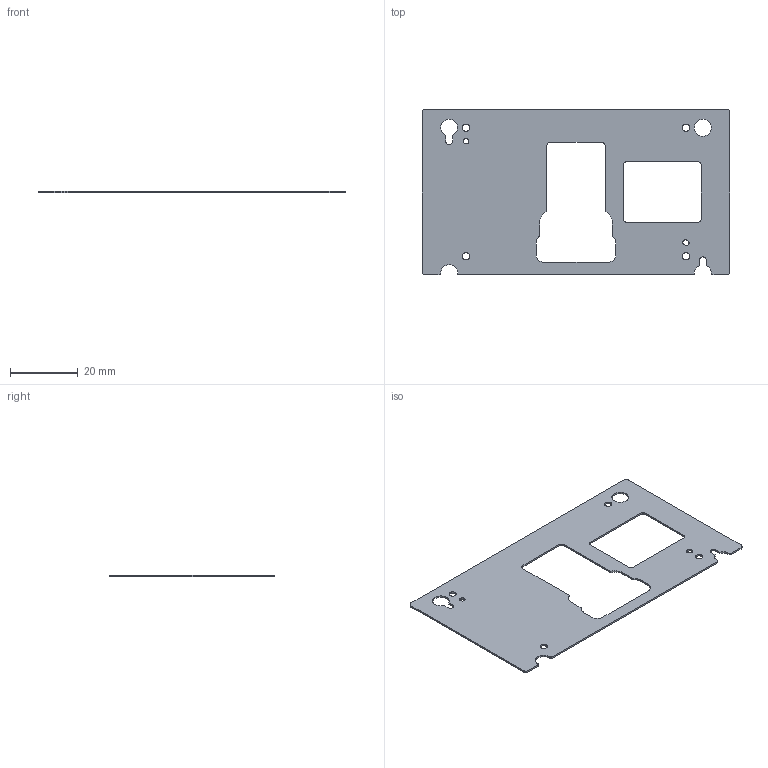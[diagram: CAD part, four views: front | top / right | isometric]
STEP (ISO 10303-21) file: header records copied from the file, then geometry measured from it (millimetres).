
FILE_DESCRIPTION((''),'2;1');
FILE_NAME('ANREBANJIN_A','2025-05-28T11:24:47',('lishuaijun5'),(''),'CREO PARAMETRIC BY PTC INC, 2020044','CREO PARAMETRIC BY PTC INC, 2020044','');
FILE_SCHEMA(('AUTOMOTIVE_DESIGN { 1 0 10303 214 1 1 1 1 }'));
Length unit declared in the file: millimetre
Products named in the file (1): ANREBANJIN_A
Bounding box: 91 x 49 x 0.5 mm (x, y, z)
Volume: 1632.5 mm3; surface area: 6807.6 mm2
Topology: 1 solids, 1 shells, 68 faces, 198 edges, 132 vertices
Faces by surface type: cylinder 42, plane 26
Entity records: 2999 total; most frequent: DIRECTION 418, CARTESIAN_POINT 400, ORIENTED_EDGE 396, PRESENTATION_STYLE_ASSIGNMENT 199, STYLED_ITEM 199, CURVE_STYLE 198, EDGE_CURVE 198, AXIS2_PLACEMENT_3D 152
